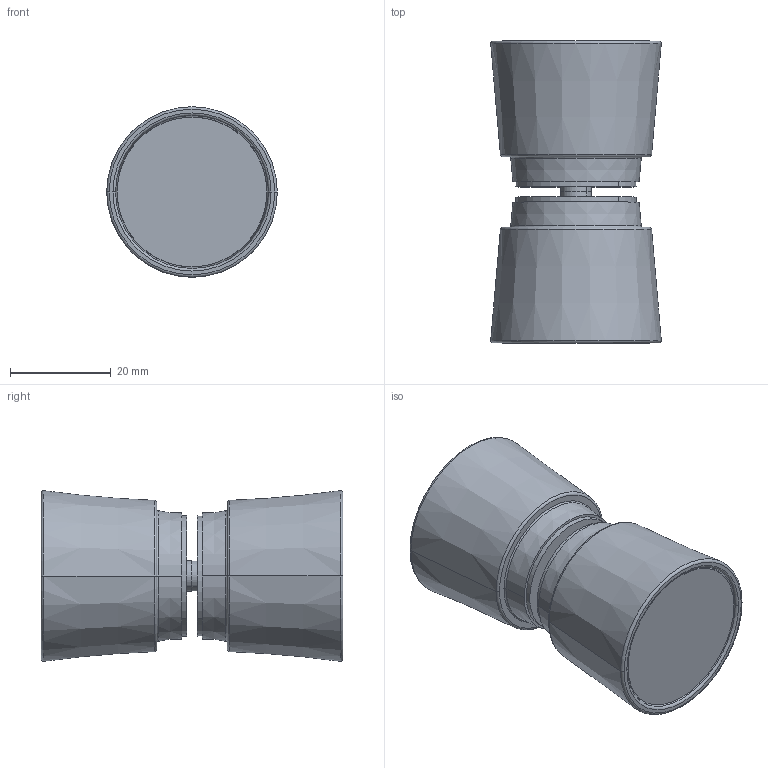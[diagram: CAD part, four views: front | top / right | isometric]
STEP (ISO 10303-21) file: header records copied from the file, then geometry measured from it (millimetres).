
FILE_DESCRIPTION(('Creo Elements/Direct Modeling STEP Export'),'2;1');
FILE_NAME('2158-34.stp','2020-02-26T11:50:58',(''),(''),'Creo Elements/Direct Modeling STEP processor for AP214 (Solid Model)','Creo Elements/Direct Modeling 20.0 12-Nov-2016 (C) Parametric Technology GmbH','');
FILE_SCHEMA(('AUTOMOTIVE_DESIGN { 1 0 10303 214 1 1 1 1 }'));
Length unit declared in the file: millimetre
Products named in the file (11): T1; Stein; Aussenteil; B1; 2104-34; B2.1; B2
Assembly tree (12 placements, depth 4):
  B1
    B2
      2104-34
      B1
        Aussenteil
        Stein
      T1
    B2.1
      2104-34
      B1
        Aussenteil
        Stein
      T1
Bounding box: 33.91 x 60 x 33.91 mm (x, y, z)
Volume: 29590.3 mm3; surface area: 28137 mm2
Topology: 8 solids, 8 shells, 782 faces, 2154 edges, 1318 vertices
Faces by surface type: bspline 540, cone 132, plane 62, torus 28, cylinder 20
Entity records: 204517 total; most frequent: CARTESIAN_POINT 190453, ORIENTED_EDGE 3964, EDGE_CURVE 1972, B_SPLINE_CURVE_WITH_KNOTS 1604, VERTEX_POINT 1233, SURFACE_CURVE 824, EDGE_LOOP 747, FACE_OUTER_BOUND 717
